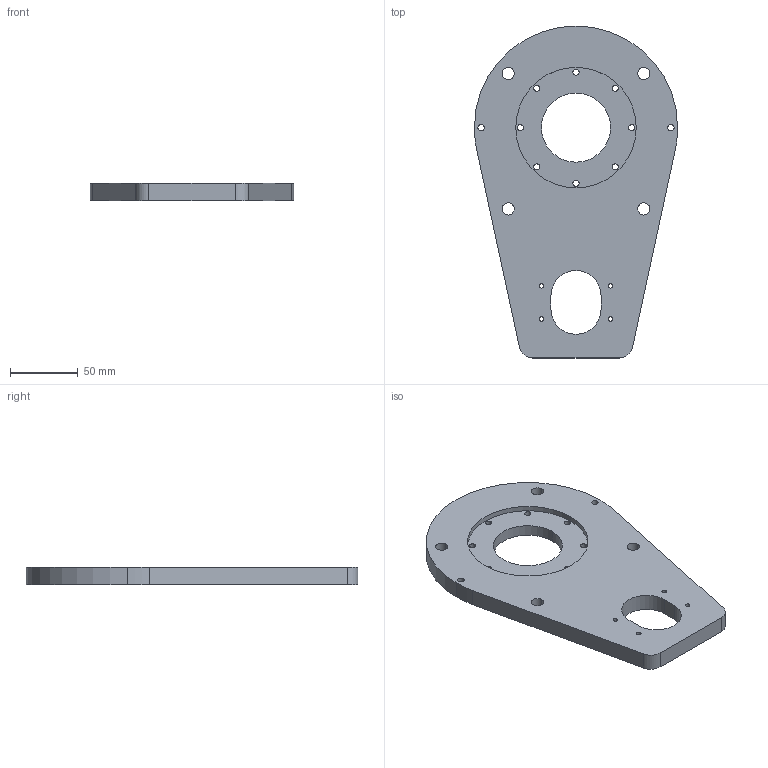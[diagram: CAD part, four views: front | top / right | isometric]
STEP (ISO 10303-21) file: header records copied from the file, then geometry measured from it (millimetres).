
FILE_DESCRIPTION (( 'STEP AP214' ), '1' );
FILE_NAME ('J1 Base Plate.STEP', '2023-08-16T15:09:10', ( '' ), ( '' ), 'SwSTEP 2.0', 'SolidWorks 2021', '' );
FILE_SCHEMA (( 'AUTOMOTIVE_DESIGN' ));
Length unit declared in the file: millimetre
Products named in the file (1): J1 Base Plate
Bounding box: 150 x 245 x 12.7 mm (x, y, z)
Volume: 296388.7 mm3; surface area: 65669.5 mm2
Topology: 1 solids, 1 shells, 79 faces, 204 edges, 136 vertices
Faces by surface type: cylinder 63, plane 16
Entity records: 2598 total; most frequent: DIRECTION 490, CARTESIAN_POINT 420, ORIENTED_EDGE 408, AXIS2_PLACEMENT_3D 206, EDGE_CURVE 204, VERTEX_POINT 136, EDGE_LOOP 128, CIRCLE 126
